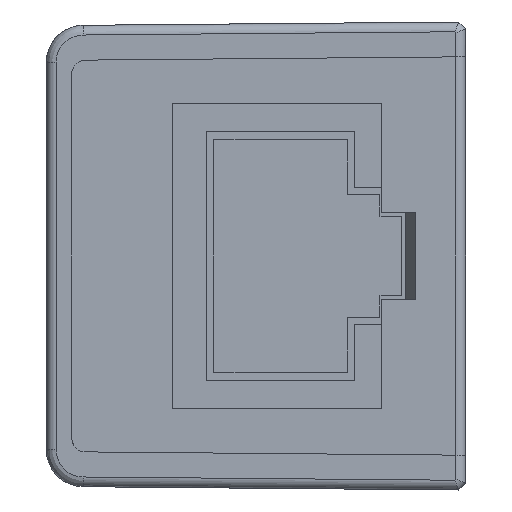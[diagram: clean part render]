
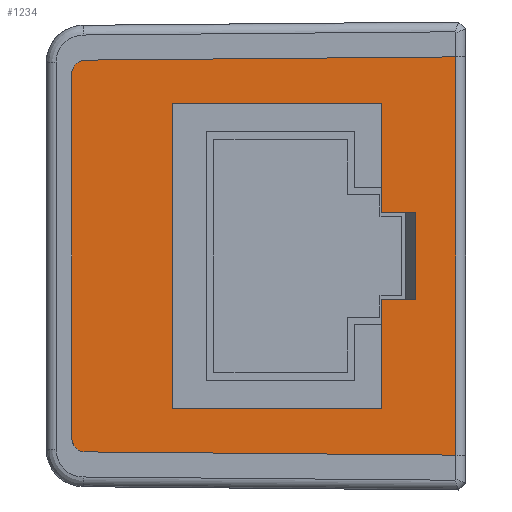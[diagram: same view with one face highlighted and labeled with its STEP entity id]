
A CAD part, left-side view. The second image highlights one B-rep face of the part: STEP entity #1234.
In plain terms, the highlighted planar face has unit normal (-1, 0, 0).
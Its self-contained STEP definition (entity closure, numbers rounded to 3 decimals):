
#186=FACE_BOUND('',#1926,.T.);
#187=FACE_BOUND('',#1927,.T.);
#630=LINE('',#7458,#949);
#632=LINE('',#7462,#951);
#634=LINE('',#7466,#953);
#636=LINE('',#7470,#955);
#638=LINE('',#7474,#957);
#640=LINE('',#7478,#959);
#643=LINE('',#7484,#962);
#644=LINE('',#7486,#963);
#646=LINE('',#7522,#965);
#659=LINE('',#7637,#978);
#660=LINE('',#7639,#979);
#661=LINE('',#7641,#980);
#949=VECTOR('',#5754,1.);
#951=VECTOR('',#5758,1.);
#953=VECTOR('',#5762,1.);
#955=VECTOR('',#5766,1.);
#957=VECTOR('',#5770,1.);
#959=VECTOR('',#5774,1.);
#962=VECTOR('',#5779,1.);
#963=VECTOR('',#5782,1.);
#965=VECTOR('',#5792,1.);
#978=VECTOR('',#5851,1.);
#979=VECTOR('',#5852,1.);
#980=VECTOR('',#5853,1.);
#1234=ADVANCED_FACE('',(#186,#187),#1481,.T.);
#1481=PLANE('',#5015);
#1926=EDGE_LOOP('',(#2663,#2664,#2665,#2666,#2667,#2668));
#1927=EDGE_LOOP('',(#2669,#2670,#2671,#2672,#2673,#2674,#2675,#2676));
#2663=ORIENTED_EDGE('',*,*,#4243,.T.);
#2664=ORIENTED_EDGE('',*,*,#4244,.T.);
#2665=ORIENTED_EDGE('',*,*,#4245,.T.);
#2666=ORIENTED_EDGE('',*,*,#4233,.T.);
#2667=ORIENTED_EDGE('',*,*,#4210,.F.);
#2668=ORIENTED_EDGE('',*,*,#4240,.T.);
#2669=ORIENTED_EDGE('',*,*,#4204,.T.);
#2670=ORIENTED_EDGE('',*,*,#4203,.T.);
#2671=ORIENTED_EDGE('',*,*,#4200,.T.);
#2672=ORIENTED_EDGE('',*,*,#4198,.T.);
#2673=ORIENTED_EDGE('',*,*,#4196,.T.);
#2674=ORIENTED_EDGE('',*,*,#4194,.T.);
#2675=ORIENTED_EDGE('',*,*,#4192,.T.);
#2676=ORIENTED_EDGE('',*,*,#4190,.T.);
#3689=VERTEX_POINT('',#7457);
#3690=VERTEX_POINT('',#7459);
#3691=VERTEX_POINT('',#7463);
#3692=VERTEX_POINT('',#7467);
#3693=VERTEX_POINT('',#7471);
#3694=VERTEX_POINT('',#7475);
#3695=VERTEX_POINT('',#7479);
#3696=VERTEX_POINT('',#7483);
#3701=VERTEX_POINT('',#7520);
#3703=VERTEX_POINT('',#7523);
#3721=VERTEX_POINT('',#7599);
#3726=VERTEX_POINT('',#7632);
#3728=VERTEX_POINT('',#7638);
#3729=VERTEX_POINT('',#7640);
#4190=EDGE_CURVE('',#3690,#3689,#630,.T.);
#4192=EDGE_CURVE('',#3691,#3690,#632,.T.);
#4194=EDGE_CURVE('',#3692,#3691,#634,.T.);
#4196=EDGE_CURVE('',#3693,#3692,#636,.T.);
#4198=EDGE_CURVE('',#3694,#3693,#638,.T.);
#4200=EDGE_CURVE('',#3695,#3694,#640,.T.);
#4203=EDGE_CURVE('',#3696,#3695,#643,.T.);
#4204=EDGE_CURVE('',#3689,#3696,#644,.T.);
#4210=EDGE_CURVE('',#3701,#3703,#646,.T.);
#4233=EDGE_CURVE('',#3721,#3703,#4702,.T.);
#4240=EDGE_CURVE('',#3701,#3726,#4703,.T.);
#4243=EDGE_CURVE('',#3726,#3728,#659,.T.);
#4244=EDGE_CURVE('',#3728,#3729,#660,.T.);
#4245=EDGE_CURVE('',#3729,#3721,#661,.T.);
#4702=CIRCLE('',#5007,0.7);
#4703=CIRCLE('',#5012,0.7);
#5007=AXIS2_PLACEMENT_3D('',#7598,#5833,#5834);
#5012=AXIS2_PLACEMENT_3D('',#7631,#5844,#5845);
#5015=AXIS2_PLACEMENT_3D('',#7642,#5854,#5855);
#5754=DIRECTION('',(0.,0.,-1.));
#5758=DIRECTION('',(0.,-1.,0.));
#5762=DIRECTION('',(0.,0.,1.));
#5766=DIRECTION('',(0.,1.,0.));
#5770=DIRECTION('',(0.,0.,-1.));
#5774=DIRECTION('',(0.,1.,0.));
#5779=DIRECTION('',(0.,0.,-1.));
#5782=DIRECTION('',(0.,-1.,0.));
#5792=DIRECTION('',(0.,0.,1.));
#5833=DIRECTION('',(-1.,0.,0.));
#5834=DIRECTION('',(0.,0.009,1.));
#5844=DIRECTION('',(-1.,0.,0.));
#5845=DIRECTION('',(0.,1.,0.));
#5851=DIRECTION('',(0.,-1.,-0.009));
#5852=DIRECTION('',(0.,0.,1.));
#5853=DIRECTION('',(0.,1.,-0.009));
#5854=DIRECTION('',(-1.,0.,0.));
#5855=DIRECTION('',(0.,1.,0.));
#7457=CARTESIAN_POINT('',(-34.4,-5.21,2.25));
#7458=CARTESIAN_POINT('',(-34.4,-5.21,7.825));
#7459=CARTESIAN_POINT('',(-34.4,-5.21,7.825));
#7462=CARTESIAN_POINT('',(-34.4,5.52,7.825));
#7463=CARTESIAN_POINT('',(-34.4,5.52,7.825));
#7466=CARTESIAN_POINT('',(-34.4,5.52,-7.825));
#7467=CARTESIAN_POINT('',(-34.4,5.52,-7.825));
#7470=CARTESIAN_POINT('',(-34.4,-5.21,-7.825));
#7471=CARTESIAN_POINT('',(-34.4,-5.21,-7.825));
#7474=CARTESIAN_POINT('',(-34.4,-5.21,-2.25));
#7475=CARTESIAN_POINT('',(-34.4,-5.21,-2.25));
#7478=CARTESIAN_POINT('',(-34.4,-6.91,-2.25));
#7479=CARTESIAN_POINT('',(-34.4,-6.91,-2.25));
#7483=CARTESIAN_POINT('',(-34.4,-6.91,2.25));
#7484=CARTESIAN_POINT('',(-34.4,-6.91,2.25));
#7486=CARTESIAN_POINT('',(-34.4,-5.21,2.25));
#7520=CARTESIAN_POINT('',(-34.4,10.7,-9.347));
#7522=CARTESIAN_POINT('',(-34.4,10.7,-9.206));
#7523=CARTESIAN_POINT('',(-34.4,10.7,9.347));
#7598=CARTESIAN_POINT('',(-34.4,10.,9.347));
#7599=CARTESIAN_POINT('',(-34.4,10.006,10.047));
#7631=CARTESIAN_POINT('',(-34.4,10.,-9.347));
#7632=CARTESIAN_POINT('',(-34.4,10.006,-10.047));
#7637=CARTESIAN_POINT('',(-34.4,9.907,-10.048));
#7638=CARTESIAN_POINT('',(-34.4,-9.,-10.213));
#7639=CARTESIAN_POINT('',(-34.4,-9.,-10.071));
#7640=CARTESIAN_POINT('',(-34.4,-9.,10.213));
#7641=CARTESIAN_POINT('',(-34.4,-8.999,10.213));
#7642=CARTESIAN_POINT('',(-34.4,10.6,-10.875));
